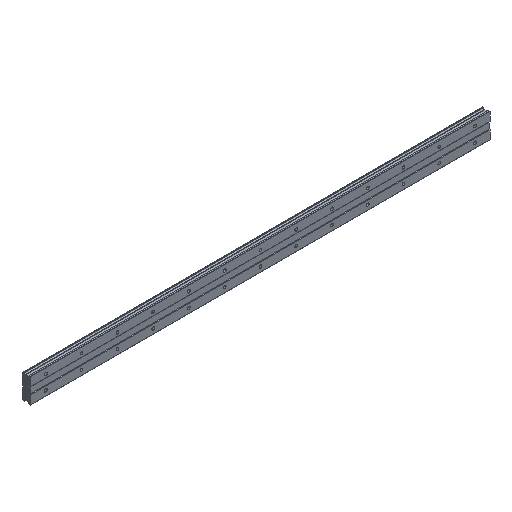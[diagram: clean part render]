
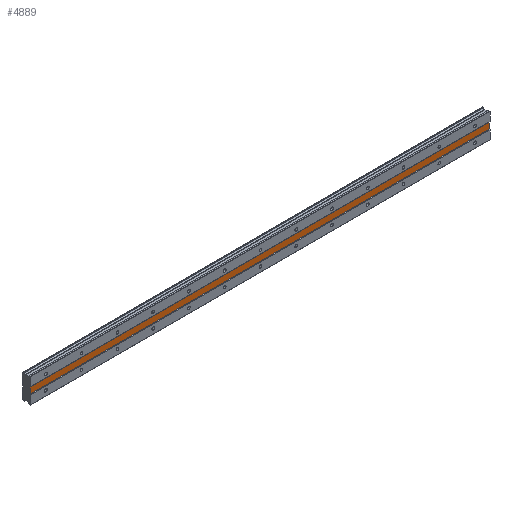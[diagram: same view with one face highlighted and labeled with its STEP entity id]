
A CAD part, isometric view. The second image highlights one B-rep face of the part: STEP entity #4889.
In plain terms, the highlighted planar face has unit normal (0, -1, 0).
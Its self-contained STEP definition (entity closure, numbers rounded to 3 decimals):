
#123 = VERTEX_POINT ( 'NONE', #5140 ) ;
#154 = VERTEX_POINT ( 'NONE', #3449 ) ;
#268 = CARTESIAN_POINT ( 'NONE',  ( 745., 1., -5. ) ) ;
#759 = CARTESIAN_POINT ( 'NONE',  ( 745., 1., 5. ) ) ;
#996 = ORIENTED_EDGE ( 'NONE', *, *, #4250, .T. ) ;
#1012 = ORIENTED_EDGE ( 'NONE', *, *, #5048, .F. ) ;
#1073 = AXIS2_PLACEMENT_3D ( 'NONE', #4379, #3129, #2360 ) ;
#1116 = VECTOR ( 'NONE', #3685, 1000. ) ;
#1146 = LINE ( 'NONE', #268, #2734 ) ;
#1484 = PLANE ( 'NONE',  #1073 ) ;
#1856 = DIRECTION ( 'NONE',  ( 1., 0., 0. ) ) ;
#1865 = EDGE_CURVE ( 'NONE', #2594, #4506, #3942, .T. ) ;
#2066 = LINE ( 'NONE', #4505, #1116 ) ;
#2084 = EDGE_CURVE ( 'NONE', #2594, #154, #2066, .T. ) ;
#2283 = VECTOR ( 'NONE', #2351, 1000. ) ;
#2351 = DIRECTION ( 'NONE',  ( 1., 0., 0. ) ) ;
#2360 = DIRECTION ( 'NONE',  ( 0., 0., 1. ) ) ;
#2570 = DIRECTION ( 'NONE',  ( 0., 0., -1. ) ) ;
#2594 = VERTEX_POINT ( 'NONE', #2863 ) ;
#2734 = VECTOR ( 'NONE', #1856, 1000. ) ;
#2863 = CARTESIAN_POINT ( 'NONE',  ( -25., 1., 5. ) ) ;
#2903 = CARTESIAN_POINT ( 'NONE',  ( 745., 1., 5. ) ) ;
#3129 = DIRECTION ( 'NONE',  ( 0., 1., 0. ) ) ;
#3159 = EDGE_LOOP ( 'NONE', ( #996, #1012, #4134, #4936 ) ) ;
#3261 = LINE ( 'NONE', #3315, #4357 ) ;
#3315 = CARTESIAN_POINT ( 'NONE',  ( 745., 1., 20.827 ) ) ;
#3449 = CARTESIAN_POINT ( 'NONE',  ( -25., 1., -5. ) ) ;
#3685 = DIRECTION ( 'NONE',  ( 0., 0., -1. ) ) ;
#3942 = LINE ( 'NONE', #759, #2283 ) ;
#4134 = ORIENTED_EDGE ( 'NONE', *, *, #1865, .F. ) ;
#4250 = EDGE_CURVE ( 'NONE', #154, #123, #1146, .T. ) ;
#4357 = VECTOR ( 'NONE', #2570, 1000. ) ;
#4379 = CARTESIAN_POINT ( 'NONE',  ( 745., 1., 5. ) ) ;
#4505 = CARTESIAN_POINT ( 'NONE',  ( -25., 1., 20.827 ) ) ;
#4506 = VERTEX_POINT ( 'NONE', #2903 ) ;
#4777 = FACE_OUTER_BOUND ( 'NONE', #3159, .T. ) ;
#4889 = ADVANCED_FACE ( 'NONE', ( #4777 ), #1484, .F. ) ;
#4936 = ORIENTED_EDGE ( 'NONE', *, *, #2084, .T. ) ;
#5048 = EDGE_CURVE ( 'NONE', #4506, #123, #3261, .T. ) ;
#5140 = CARTESIAN_POINT ( 'NONE',  ( 745., 1., -5. ) ) ;
